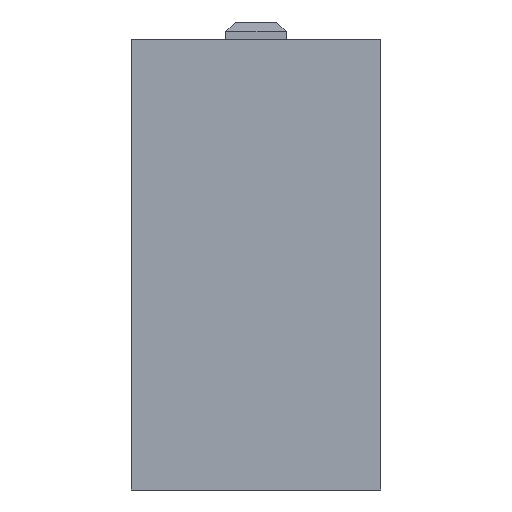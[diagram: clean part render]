
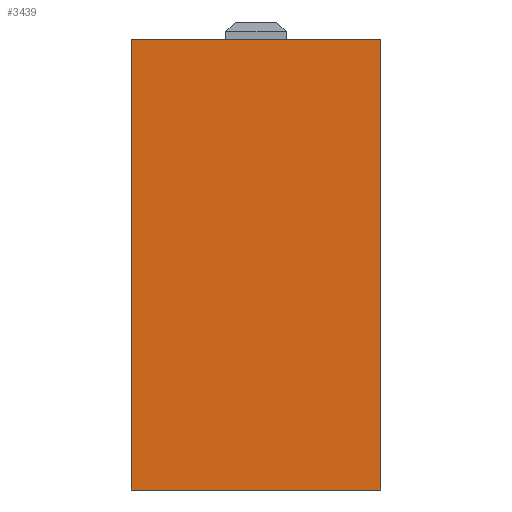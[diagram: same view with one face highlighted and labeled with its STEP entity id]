
A CAD part, front view. The second image highlights one B-rep face of the part: STEP entity #3439.
In plain terms, the highlighted planar face has unit normal (0, -1, 0).
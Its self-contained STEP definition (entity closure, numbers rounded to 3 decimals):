
#169=LINE('',#5980,#483);
#182=LINE('',#6015,#496);
#189=LINE('',#6046,#503);
#190=LINE('',#6047,#504);
#483=VECTOR('',#4923,1000.);
#496=VECTOR('',#4946,1000.);
#503=VECTOR('',#4977,1000.);
#504=VECTOR('',#4978,1000.);
#852=ORIENTED_EDGE('',*,*,#1810,.T.);
#853=ORIENTED_EDGE('',*,*,#1795,.F.);
#854=ORIENTED_EDGE('',*,*,#1811,.F.);
#855=ORIENTED_EDGE('',*,*,#1778,.T.);
#1778=EDGE_CURVE('',#2255,#2254,#169,.T.);
#1795=EDGE_CURVE('',#2271,#2264,#182,.T.);
#1810=EDGE_CURVE('',#2254,#2264,#189,.T.);
#1811=EDGE_CURVE('',#2255,#2271,#190,.T.);
#2254=VERTEX_POINT('',#5979);
#2255=VERTEX_POINT('',#5981);
#2264=VERTEX_POINT('',#6001);
#2271=VERTEX_POINT('',#6014);
#2719=EDGE_LOOP('',(#852,#853,#854,#855));
#3015=FACE_BOUND('',#2719,.T.);
#3296=PLANE('',#4517);
#3439=ADVANCED_FACE('',(#3015),#3296,.F.);
#4517=AXIS2_PLACEMENT_3D('',#6045,#4975,#4976);
#4923=DIRECTION('',(-1.,0.,0.));
#4946=DIRECTION('',(-1.,0.,0.));
#4975=DIRECTION('',(0.,1.,0.));
#4976=DIRECTION('',(0.,0.,1.));
#4977=DIRECTION('',(0.,0.,-1.));
#4978=DIRECTION('',(0.,0.,-1.));
#5979=CARTESIAN_POINT('',(0.,-38.5,13.));
#5980=CARTESIAN_POINT('',(47.,-38.5,13.));
#5981=CARTESIAN_POINT('',(47.,-38.5,13.));
#6001=CARTESIAN_POINT('',(0.,-38.5,-13.));
#6014=CARTESIAN_POINT('',(47.,-38.5,-13.));
#6015=CARTESIAN_POINT('',(47.,-38.5,-13.));
#6045=CARTESIAN_POINT('',(47.,-38.5,13.));
#6046=CARTESIAN_POINT('',(0.,-38.5,13.));
#6047=CARTESIAN_POINT('',(47.,-38.5,13.));
